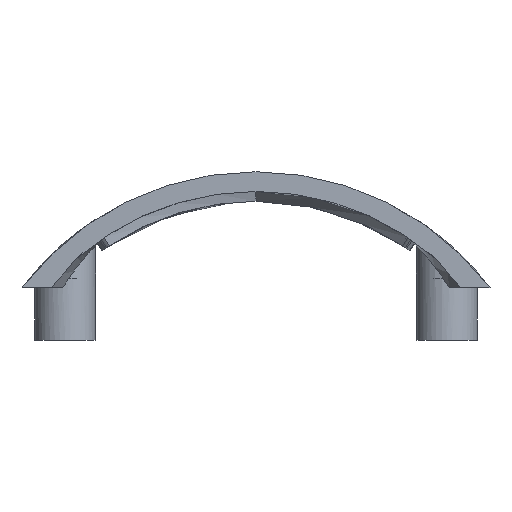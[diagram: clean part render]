
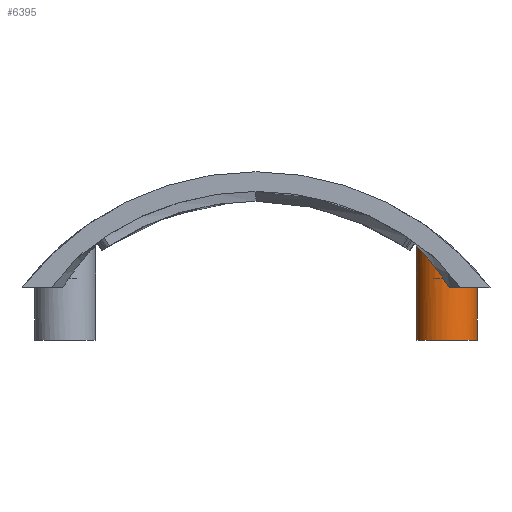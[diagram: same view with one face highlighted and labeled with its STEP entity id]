
A CAD part, front view. The second image highlights one B-rep face of the part: STEP entity #6395.
In plain terms, the highlighted cylindrical face has radius 3.1 mm (diameter 6.2 mm), a partial arc.
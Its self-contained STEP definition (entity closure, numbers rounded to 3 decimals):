
#30 = CARTESIAN_POINT ( 'NONE',  ( 41.845, 1.112, 2.181 ) ) ;
#77 = CARTESIAN_POINT ( 'NONE',  ( 42.516, 0.896, 1.274 ) ) ;
#133 = EDGE_CURVE ( 'NONE', #5228, #8199, #3564, .T. ) ;
#493 = LINE ( 'NONE', #7711, #5803 ) ;
#645 = CARTESIAN_POINT ( 'NONE',  ( 41.317, 1.417, 2.834 ) ) ;
#691 = CARTESIAN_POINT ( 'NONE',  ( 42.288, 0.953, 1.591 ) ) ;
#739 = CARTESIAN_POINT ( 'NONE',  ( 42.275, 0.956, 1.608 ) ) ;
#834 = LINE ( 'NONE', #6595, #7318 ) ;
#845 = CARTESIAN_POINT ( 'NONE',  ( 43.125, 3.938, -14.107 ) ) ;
#875 = ORIENTED_EDGE ( 'NONE', *, *, #133, .T. ) ;
#1017 = CARTESIAN_POINT ( 'NONE',  ( 40.056, 3.437, 4.206 ) ) ;
#1354 = CARTESIAN_POINT ( 'NONE',  ( 41.226, 1.487, 2.942 ) ) ;
#1408 = DIRECTION ( 'NONE',  ( 0., 0., 1. ) ) ;
#1500 = CARTESIAN_POINT ( 'NONE',  ( 40.424, 2.412, 3.831 ) ) ;
#1501 = DIRECTION ( 'NONE',  ( 0., 0., 1. ) ) ;
#1550 = CARTESIAN_POINT ( 'NONE',  ( 42.822, 0.852, 0.825 ) ) ;
#1864 = DIRECTION ( 'NONE',  ( 0., 0., 1. ) ) ;
#2062 = CARTESIAN_POINT ( 'NONE',  ( 40.269, 2.731, 3.991 ) ) ;
#2074 = DIRECTION ( 'NONE',  ( -1., 0., 0. ) ) ;
#2107 = CARTESIAN_POINT ( 'NONE',  ( 41.749, 1.16, 2.303 ) ) ;
#2124 = CARTESIAN_POINT ( 'NONE',  ( 40.025, 3.938, -5.339 ) ) ;
#2172 = DIRECTION ( 'NONE',  ( 1., 0., 0. ) ) ;
#2208 = CARTESIAN_POINT ( 'NONE',  ( 41.6, 1.238, 2.491 ) ) ;
#2253 = AXIS2_PLACEMENT_3D ( 'NONE', #845, #1408, #4381 ) ;
#2573 = ORIENTED_EDGE ( 'NONE', *, *, #7265, .F. ) ;
#2870 = CYLINDRICAL_SURFACE ( 'NONE', #2253, 3.1 ) ;
#2957 = CARTESIAN_POINT ( 'NONE',  ( 42.136, 0.999, 1.798 ) ) ;
#2959 = ORIENTED_EDGE ( 'NONE', *, *, #7536, .T. ) ;
#3003 = CARTESIAN_POINT ( 'NONE',  ( 40.025, 3.688, 4.236 ) ) ;
#3499 = EDGE_LOOP ( 'NONE', ( #2573, #875, #2959, #3711, #6292 ) ) ;
#3522 = CARTESIAN_POINT ( 'NONE',  ( 41.714, 1.177, 2.348 ) ) ;
#3564 = CIRCLE ( 'NONE', #5222, 3.1 ) ;
#3567 = CARTESIAN_POINT ( 'NONE',  ( 40.943, 1.731, 3.268 ) ) ;
#3614 = CARTESIAN_POINT ( 'NONE',  ( 42.217, 0.973, 1.688 ) ) ;
#3661 = CARTESIAN_POINT ( 'NONE',  ( 40.317, 2.623, 3.942 ) ) ;
#3711 = ORIENTED_EDGE ( 'NONE', *, *, #8352, .T. ) ;
#3897 = VERTEX_POINT ( 'NONE', #7685 ) ;
#4274 = CARTESIAN_POINT ( 'NONE',  ( 41.086, 1.601, 3.105 ) ) ;
#4323 = CARTESIAN_POINT ( 'NONE',  ( 42.673, 0.87, 1.046 ) ) ;
#4371 = CARTESIAN_POINT ( 'NONE',  ( 41.679, 1.195, 2.391 ) ) ;
#4381 = DIRECTION ( 'NONE',  ( 1., 0., 0. ) ) ;
#4420 = CARTESIAN_POINT ( 'NONE',  ( 40.245, 2.788, 4.016 ) ) ;
#4512 = B_SPLINE_CURVE_WITH_KNOTS ( 'NONE', 3,
 ( #7916, #9326, #8013, #1550, #6546, #7159, #7824, #4323, #77, #7207, #691, #739, #9282, #3614, #2957, #5688, #30, #2107, #5784, #3522, #4371, #2208, #5643, #645, #1354, #7109, #7869, #4936, #4274, #3567, #8710, #6452, #7966, #8661, #5734, #9236, #1500, #8523, #3661, #2062, #4420, #7302, #8056, #1017, #3003, #6773 ),
 .UNSPECIFIED., .F., .F.,
 ( 4, 2, 2, 1, 1, 1, 2, 2, 1, 1, 1, 2, 2, 1, 1, 1, 2, 2, 1, 1, 1, 2, 2, 2, 2, 2, 2, 2, 4 ),
 ( 0., 0.062, 0.066, 0.07, 0.078, 0.094, 0.125, 0.129, 0.133, 0.141, 0.156, 0.187, 0.191, 0.195, 0.203, 0.219, 0.25, 0.254, 0.258, 0.265, 0.281, 0.312, 0.328, 0.344, 0.375, 0.39, 0.406, 0.437, 0.5 ),
 .UNSPECIFIED. ) ;
#4857 = CARTESIAN_POINT ( 'NONE',  ( 43.125, 3.938, 0. ) ) ;
#4936 = CARTESIAN_POINT ( 'NONE',  ( 41.16, 1.539, 3.019 ) ) ;
#4953 = CARTESIAN_POINT ( 'NONE',  ( 43.351, 0.846, 0. ) ) ;
#5039 = FACE_OUTER_BOUND ( 'NONE', #3499, .T. ) ;
#5042 = DIRECTION ( 'NONE',  ( 0., 0., -1. ) ) ;
#5048 = CIRCLE ( 'NONE', #5357, 3.1 ) ;
#5222 = AXIS2_PLACEMENT_3D ( 'NONE', #8068, #6605, #2172 ) ;
#5228 = VERTEX_POINT ( 'NONE', #2124 ) ;
#5357 = AXIS2_PLACEMENT_3D ( 'NONE', #4857, #5042, #2074 ) ;
#5592 = VERTEX_POINT ( 'NONE', #4953 ) ;
#5643 = CARTESIAN_POINT ( 'NONE',  ( 41.444, 1.329, 2.682 ) ) ;
#5688 = CARTESIAN_POINT ( 'NONE',  ( 41.977, 1.055, 2.01 ) ) ;
#5734 = CARTESIAN_POINT ( 'NONE',  ( 40.582, 2.164, 3.664 ) ) ;
#5784 = CARTESIAN_POINT ( 'NONE',  ( 41.737, 1.166, 2.319 ) ) ;
#5803 = VECTOR ( 'NONE', #1864, 1000. ) ;
#6292 = ORIENTED_EDGE ( 'NONE', *, *, #6792, .T. ) ;
#6395 = ADVANCED_FACE ( 'NONE', ( #5039 ), #2870, .T. ) ;
#6452 = CARTESIAN_POINT ( 'NONE',  ( 40.722, 1.978, 3.513 ) ) ;
#6546 = CARTESIAN_POINT ( 'NONE',  ( 42.81, 0.854, 0.843 ) ) ;
#6595 = CARTESIAN_POINT ( 'NONE',  ( 40.025, 3.938, -14.107 ) ) ;
#6605 = DIRECTION ( 'NONE',  ( 0., 0., 1. ) ) ;
#6773 = CARTESIAN_POINT ( 'NONE',  ( 40.025, 3.938, 4.236 ) ) ;
#6792 = EDGE_CURVE ( 'NONE', #5592, #8286, #4512, .T. ) ;
#7109 = CARTESIAN_POINT ( 'NONE',  ( 41.214, 1.496, 2.956 ) ) ;
#7159 = CARTESIAN_POINT ( 'NONE',  ( 42.787, 0.856, 0.877 ) ) ;
#7207 = CARTESIAN_POINT ( 'NONE',  ( 42.384, 0.926, 1.458 ) ) ;
#7265 = EDGE_CURVE ( 'NONE', #5228, #8286, #834, .T. ) ;
#7302 = CARTESIAN_POINT ( 'NONE',  ( 40.18, 2.961, 4.081 ) ) ;
#7318 = VECTOR ( 'NONE', #1501, 1000. ) ;
#7536 = EDGE_CURVE ( 'NONE', #8199, #3897, #493, .T. ) ;
#7685 = CARTESIAN_POINT ( 'NONE',  ( 46.225, 3.938, 0. ) ) ;
#7699 = CARTESIAN_POINT ( 'NONE',  ( 46.225, 3.938, -5.339 ) ) ;
#7711 = CARTESIAN_POINT ( 'NONE',  ( 46.225, 3.938, -14.107 ) ) ;
#7824 = CARTESIAN_POINT ( 'NONE',  ( 42.753, 0.86, 0.928 ) ) ;
#7869 = CARTESIAN_POINT ( 'NONE',  ( 41.193, 1.513, 2.981 ) ) ;
#7916 = CARTESIAN_POINT ( 'NONE',  ( 43.351, 0.846, 0. ) ) ;
#7966 = CARTESIAN_POINT ( 'NONE',  ( 40.687, 2.022, 3.551 ) ) ;
#8013 = CARTESIAN_POINT ( 'NONE',  ( 42.999, 0.836, 0.56 ) ) ;
#8056 = CARTESIAN_POINT ( 'NONE',  ( 40.144, 3.078, 4.118 ) ) ;
#8068 = CARTESIAN_POINT ( 'NONE',  ( 43.125, 3.938, -5.339 ) ) ;
#8199 = VERTEX_POINT ( 'NONE', #7699 ) ;
#8286 = VERTEX_POINT ( 'NONE', #9107 ) ;
#8352 = EDGE_CURVE ( 'NONE', #3897, #5592, #5048, .T. ) ;
#8523 = CARTESIAN_POINT ( 'NONE',  ( 40.343, 2.569, 3.916 ) ) ;
#8661 = CARTESIAN_POINT ( 'NONE',  ( 40.616, 2.116, 3.627 ) ) ;
#8710 = CARTESIAN_POINT ( 'NONE',  ( 40.829, 1.852, 3.395 ) ) ;
#9107 = CARTESIAN_POINT ( 'NONE',  ( 40.025, 3.938, 4.236 ) ) ;
#9236 = CARTESIAN_POINT ( 'NONE',  ( 40.484, 2.31, 3.768 ) ) ;
#9282 = CARTESIAN_POINT ( 'NONE',  ( 42.252, 0.963, 1.64 ) ) ;
#9326 = CARTESIAN_POINT ( 'NONE',  ( 43.173, 0.833, 0.29 ) ) ;
